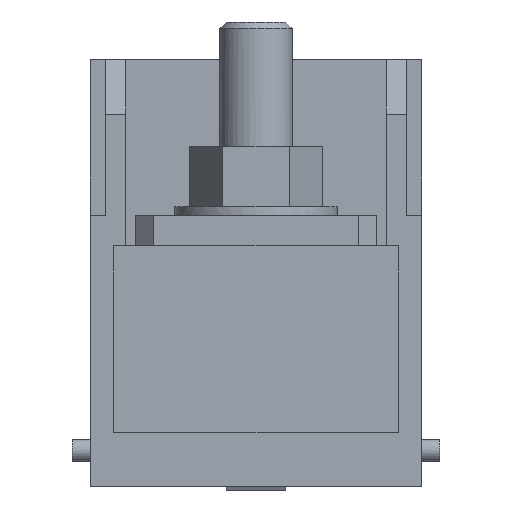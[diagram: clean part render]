
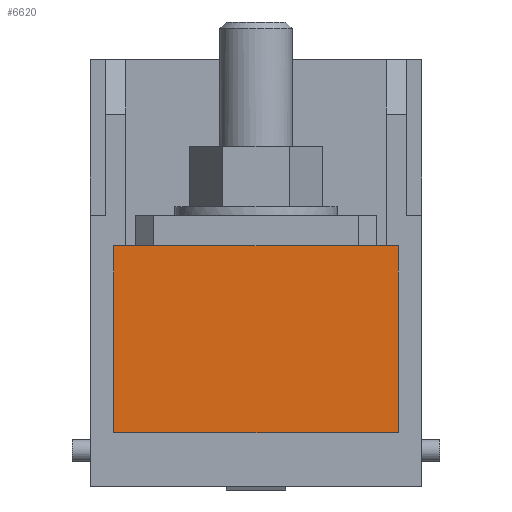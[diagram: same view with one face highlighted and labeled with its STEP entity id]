
A CAD part, front view. The second image highlights one B-rep face of the part: STEP entity #6620.
In plain terms, the highlighted planar face has unit normal (0, -1, 0).
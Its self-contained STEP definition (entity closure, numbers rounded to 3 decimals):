
#6607=AXIS2_PLACEMENT_3D('Plane Axis2P3D',#6604,#6605,#6606) ;
#4836=CARTESIAN_POINT('Vertex',(6.9,38.1,5.55)) ;
#4839=CARTESIAN_POINT('Line Origine',(6.9,38.1,23.05)) ;
#4843=CARTESIAN_POINT('Vertex',(6.9,38.1,40.55)) ;
#5464=CARTESIAN_POINT('Vertex',(54.2,38.1,40.55)) ;
#5467=CARTESIAN_POINT('Line Origine',(54.2,38.1,23.05)) ;
#5471=CARTESIAN_POINT('Vertex',(54.2,38.1,5.55)) ;
#6576=CARTESIAN_POINT('Line Origine',(30.55,38.1,5.55)) ;
#6604=CARTESIAN_POINT('Axis2P3D Location',(54.2,38.1,5.55)) ;
#6609=CARTESIAN_POINT('Line Origine',(30.55,38.1,40.55)) ;
#4840=DIRECTION('Vector Direction',(0.,0.,1.)) ;
#5468=DIRECTION('Vector Direction',(0.,0.,1.)) ;
#6577=DIRECTION('Vector Direction',(-1.,0.,0.)) ;
#6605=DIRECTION('Axis2P3D Direction',(0.,-1.,0.)) ;
#6606=DIRECTION('Axis2P3D XDirection',(0.,0.,-1.)) ;
#6610=DIRECTION('Vector Direction',(-1.,0.,0.)) ;
#4841=VECTOR('Line Direction',#4840,1.) ;
#5469=VECTOR('Line Direction',#5468,1.) ;
#6578=VECTOR('Line Direction',#6577,1.) ;
#6611=VECTOR('Line Direction',#6610,1.) ;
#6615=ORIENTED_EDGE('',*,*,#4845,.F.) ;
#6616=ORIENTED_EDGE('',*,*,#6580,.F.) ;
#6617=ORIENTED_EDGE('',*,*,#5473,.T.) ;
#6618=ORIENTED_EDGE('',*,*,#6613,.T.) ;
#6620=ADVANCED_FACE('V1',(#6619),#6608,.T.) ;
#4845=EDGE_CURVE('',#4837,#4844,#4842,.T.) ;
#5473=EDGE_CURVE('',#5472,#5465,#5470,.T.) ;
#6580=EDGE_CURVE('',#5472,#4837,#6579,.T.) ;
#6613=EDGE_CURVE('',#5465,#4844,#6612,.T.) ;
#6614=EDGE_LOOP('',(#6615,#6616,#6617,#6618)) ;
#6619=FACE_OUTER_BOUND('',#6614,.T.) ;
#4842=LINE('Line',#4839,#4841) ;
#5470=LINE('Line',#5467,#5469) ;
#6579=LINE('Line',#6576,#6578) ;
#6612=LINE('Line',#6609,#6611) ;
#6608=PLANE('',#6607) ;
#4837=VERTEX_POINT('',#4836) ;
#4844=VERTEX_POINT('',#4843) ;
#5465=VERTEX_POINT('',#5464) ;
#5472=VERTEX_POINT('',#5471) ;
